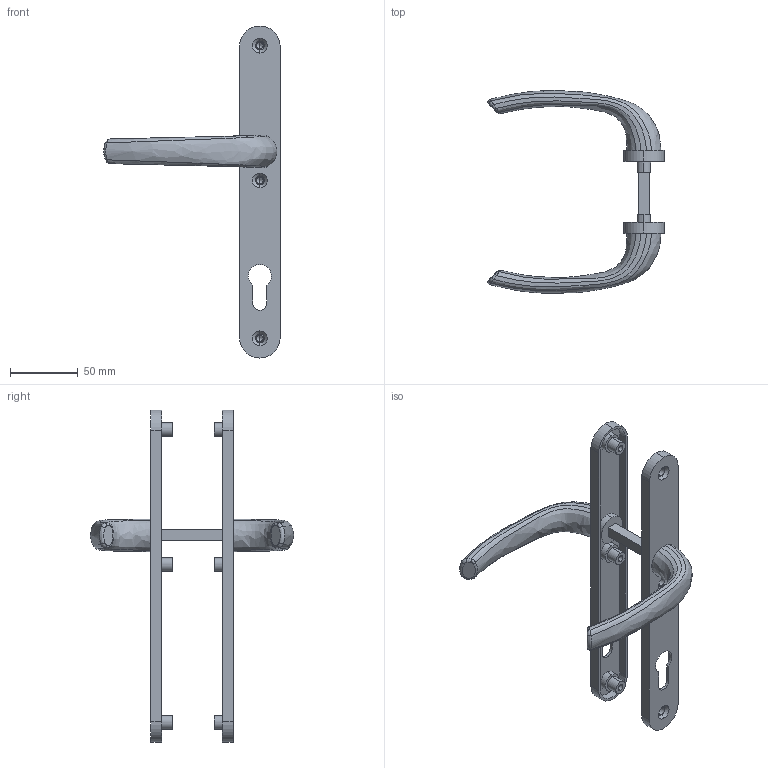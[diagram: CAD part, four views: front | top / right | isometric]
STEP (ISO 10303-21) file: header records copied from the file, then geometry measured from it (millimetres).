
FILE_DESCRIPTION (( 'STEP AP214' ), '1' );
FILE_NAME ('7330070', '2019-02-01T14:36:16', ( '' ), ('JUGARD+KÜNSTNER GmbH'), 'SwSTEP 2.0', 'SolidWorks 2017', '' );
FILE_SCHEMA (( 'AUTOMOTIVE_DESIGN' ));
Length unit declared in the file: millimetre
Products named in the file (1): 7330070_CNAJF00
Bounding box: 130.13 x 149.97 x 245 mm (x, y, z)
Volume: 121840.1 mm3; surface area: 63029.6 mm2
Topology: 1 solids, 1 shells, 140 faces, 326 edges, 205 vertices
Faces by surface type: cylinder 58, plane 38, bspline 32, cone 12
Entity records: 7098 total; most frequent: CARTESIAN_POINT 3704, ORIENTED_EDGE 640, DIRECTION 584, EDGE_CURVE 320, AXIS2_PLACEMENT_3D 231, VERTEX_POINT 205, EDGE_LOOP 173, ADVANCED_FACE 140
